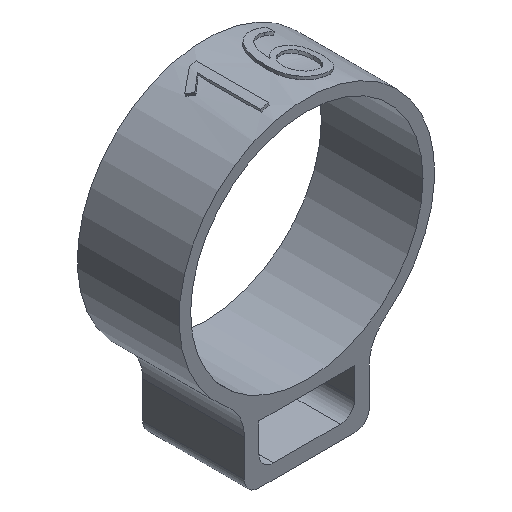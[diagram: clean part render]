
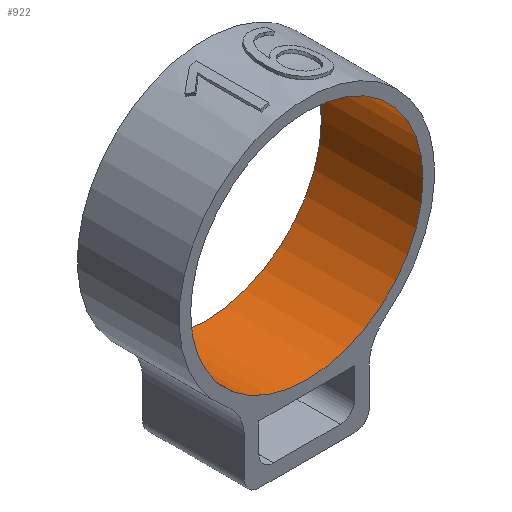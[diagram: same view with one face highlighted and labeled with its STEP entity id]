
A CAD part, isometric view. The second image highlights one B-rep face of the part: STEP entity #922.
In plain terms, the highlighted cylindrical face has radius 8 mm (diameter 16 mm), a full revolution.
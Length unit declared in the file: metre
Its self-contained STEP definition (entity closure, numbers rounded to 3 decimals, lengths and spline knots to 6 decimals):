
#146=CIRCLE('',#1007,0.008);
#147=CIRCLE('',#1008,0.008);
#227=ORIENTED_EDGE('',*,*,#507,.T.);
#228=ORIENTED_EDGE('',*,*,#508,.F.);
#507=EDGE_CURVE('',#641,#641,#146,.T.);
#508=EDGE_CURVE('',#642,#642,#147,.T.);
#641=VERTEX_POINT('',#1350);
#642=VERTEX_POINT('',#1352);
#789=EDGE_LOOP('',(#227));
#790=EDGE_LOOP('',(#228));
#851=FACE_BOUND('',#789,.T.);
#852=FACE_BOUND('',#790,.T.);
#905=CYLINDRICAL_SURFACE('',#1006,0.008);
#922=ADVANCED_FACE('',(#851,#852),#905,.F.);
#1006=AXIS2_PLACEMENT_3D('',#1348,#1115,#1116);
#1007=AXIS2_PLACEMENT_3D('',#1349,#1117,#1118);
#1008=AXIS2_PLACEMENT_3D('',#1351,#1119,#1120);
#1115=DIRECTION('',(0.,1.,0.));
#1116=DIRECTION('',(0.,0.,1.));
#1117=DIRECTION('',(0.,-1.,0.));
#1118=DIRECTION('',(0.,0.,-1.));
#1119=DIRECTION('',(0.,-1.,0.));
#1120=DIRECTION('',(0.,0.,-1.));
#1348=CARTESIAN_POINT('',(-0.01085,-0.032,0.009771));
#1349=CARTESIAN_POINT('',(-0.01085,-0.032,0.009771));
#1350=CARTESIAN_POINT('',(-0.01085,-0.032,0.001771));
#1351=CARTESIAN_POINT('',(-0.01085,-0.025,0.009771));
#1352=CARTESIAN_POINT('',(-0.01085,-0.025,0.001771));
